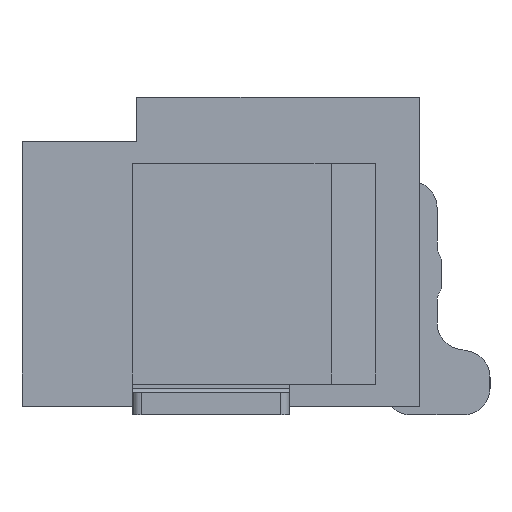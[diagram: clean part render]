
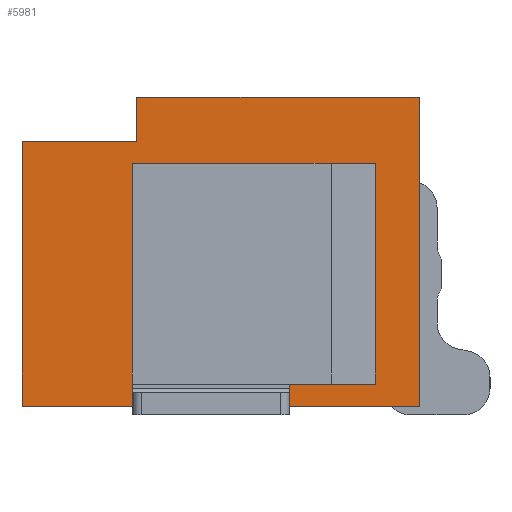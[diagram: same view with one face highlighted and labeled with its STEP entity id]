
A CAD part, left-side view. The second image highlights one B-rep face of the part: STEP entity #5981.
In plain terms, the highlighted planar face has unit normal (-1, 0, 0).
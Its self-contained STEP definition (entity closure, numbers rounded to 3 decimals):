
#73=DIRECTION('',(0.,0.,1.));
#74=VECTOR('',#73,3.5);
#75=CARTESIAN_POINT('',(-4.,0.,-1.75));
#76=LINE('',#75,#74);
#125=DIRECTION('',(0.,1.,0.));
#126=VECTOR('',#125,3.2);
#127=CARTESIAN_POINT('',(-4.,0.,1.75));
#128=LINE('',#127,#126);
#1245=DIRECTION('',(0.,0.,1.));
#1246=VECTOR('',#1245,3.);
#1247=CARTESIAN_POINT('',(-4.,4.5,-1.75));
#1248=LINE('',#1247,#1246);
#1377=DIRECTION('',(0.,-1.,0.));
#1378=VECTOR('',#1377,1.3);
#1379=CARTESIAN_POINT('',(-4.,4.5,1.25));
#1380=LINE('',#1379,#1378);
#1381=DIRECTION('',(0.,0.,-1.));
#1382=VECTOR('',#1381,0.5);
#1383=CARTESIAN_POINT('',(-4.,3.2,1.75));
#1384=LINE('',#1383,#1382);
#1385=DIRECTION('',(0.,1.,0.));
#1386=VECTOR('',#1385,4.5);
#1387=CARTESIAN_POINT('',(-4.,0.,-1.75));
#1388=LINE('',#1387,#1386);
#1389=DIRECTION('',(0.,1.,0.));
#1390=VECTOR('',#1389,0.95);
#1391=CARTESIAN_POINT('',(-4.,0.5,1.));
#1392=LINE('',#1391,#1390);
#1393=DIRECTION('',(0.,-1.,0.));
#1394=VECTOR('',#1393,0.95);
#1395=CARTESIAN_POINT('',(-4.,1.45,-1.5));
#1396=LINE('',#1395,#1394);
#1397=DIRECTION('',(0.,0.,1.));
#1398=VECTOR('',#1397,2.5);
#1399=CARTESIAN_POINT('',(-4.,0.5,-1.5));
#1400=LINE('',#1399,#1398);
#1401=DIRECTION('',(0.,1.,0.));
#1402=VECTOR('',#1401,1.78);
#1403=CARTESIAN_POINT('',(-4.,1.47,0.7));
#1404=LINE('',#1403,#1402);
#1405=DIRECTION('',(0.,0.,1.));
#1406=VECTOR('',#1405,2.25);
#1407=CARTESIAN_POINT('',(-4.,3.25,-1.55));
#1408=LINE('',#1407,#1406);
#1409=DIRECTION('',(0.,1.,0.));
#1410=VECTOR('',#1409,1.78);
#1411=CARTESIAN_POINT('',(-4.,1.47,-1.55));
#1412=LINE('',#1411,#1410);
#1413=DIRECTION('',(0.,0.,1.));
#1414=VECTOR('',#1413,2.25);
#1415=CARTESIAN_POINT('',(-4.,1.47,-1.55));
#1416=LINE('',#1415,#1414);
#1957=DIRECTION('',(0.,0.,-1.));
#1958=VECTOR('',#1957,2.5);
#1959=CARTESIAN_POINT('',(-4.,1.45,1.));
#1960=LINE('',#1959,#1958);
#3371=CARTESIAN_POINT('',(-4.,0.,-1.75));
#3372=CARTESIAN_POINT('',(-4.,0.,1.75));
#3373=VERTEX_POINT('',#3371);
#3374=VERTEX_POINT('',#3372);
#3382=CARTESIAN_POINT('',(-4.,4.5,-1.75));
#3384=VERTEX_POINT('',#3382);
#3417=CARTESIAN_POINT('',(-4.,4.5,1.25));
#3418=CARTESIAN_POINT('',(-4.,3.2,1.25));
#3419=VERTEX_POINT('',#3417);
#3420=VERTEX_POINT('',#3418);
#3421=CARTESIAN_POINT('',(-4.,3.2,1.75));
#3422=VERTEX_POINT('',#3421);
#3651=CARTESIAN_POINT('',(-4.,0.5,-1.5));
#3652=CARTESIAN_POINT('',(-4.,0.5,1.));
#3653=VERTEX_POINT('',#3651);
#3654=VERTEX_POINT('',#3652);
#3665=CARTESIAN_POINT('',(-4.,1.45,1.));
#3666=CARTESIAN_POINT('',(-4.,1.45,-1.5));
#3667=VERTEX_POINT('',#3665);
#3668=VERTEX_POINT('',#3666);
#3693=CARTESIAN_POINT('',(-4.,1.47,0.7));
#3694=CARTESIAN_POINT('',(-4.,3.25,0.7));
#3695=VERTEX_POINT('',#3693);
#3696=VERTEX_POINT('',#3694);
#3697=CARTESIAN_POINT('',(-4.,1.47,-1.55));
#3698=CARTESIAN_POINT('',(-4.,3.25,-1.55));
#3699=VERTEX_POINT('',#3697);
#3700=VERTEX_POINT('',#3698);
#5946=CARTESIAN_POINT('',(-4.,0.,-1.75));
#5947=DIRECTION('',(-1.,0.,0.));
#5948=DIRECTION('',(0.,0.,1.));
#5949=AXIS2_PLACEMENT_3D('',#5946,#5947,#5948);
#5950=PLANE('',#5949);
#5952=ORIENTED_EDGE('',*,*,#5951,.T.);
#5953=ORIENTED_EDGE('',*,*,#5935,.F.);
#5954=ORIENTED_EDGE('',*,*,#4548,.F.);
#5955=ORIENTED_EDGE('',*,*,#4482,.F.);
#5957=ORIENTED_EDGE('',*,*,#5956,.T.);
#5958=ORIENTED_EDGE('',*,*,#5805,.T.);
#5959=EDGE_LOOP('',(#5952,#5953,#5954,#5955,#5957,#5958));
#5960=FACE_OUTER_BOUND('',#5959,.F.);
#5962=ORIENTED_EDGE('',*,*,#5961,.T.);
#5964=ORIENTED_EDGE('',*,*,#5963,.T.);
#5966=ORIENTED_EDGE('',*,*,#5965,.T.);
#5968=ORIENTED_EDGE('',*,*,#5967,.T.);
#5969=EDGE_LOOP('',(#5962,#5964,#5966,#5968));
#5970=FACE_BOUND('',#5969,.F.);
#5972=ORIENTED_EDGE('',*,*,#5971,.T.);
#5974=ORIENTED_EDGE('',*,*,#5973,.F.);
#5976=ORIENTED_EDGE('',*,*,#5975,.F.);
#5978=ORIENTED_EDGE('',*,*,#5977,.T.);
#5979=EDGE_LOOP('',(#5972,#5974,#5976,#5978));
#5980=FACE_BOUND('',#5979,.F.);
#4482=EDGE_CURVE('',#3373,#3374,#76,.T.);
#4548=EDGE_CURVE('',#3374,#3422,#128,.T.);
#5805=EDGE_CURVE('',#3384,#3419,#1248,.T.);
#5935=EDGE_CURVE('',#3422,#3420,#1384,.T.);
#5951=EDGE_CURVE('',#3419,#3420,#1380,.T.);
#5956=EDGE_CURVE('',#3373,#3384,#1388,.T.);
#5961=EDGE_CURVE('',#3654,#3667,#1392,.T.);
#5963=EDGE_CURVE('',#3667,#3668,#1960,.T.);
#5965=EDGE_CURVE('',#3668,#3653,#1396,.T.);
#5967=EDGE_CURVE('',#3653,#3654,#1400,.T.);
#5971=EDGE_CURVE('',#3695,#3696,#1404,.T.);
#5973=EDGE_CURVE('',#3700,#3696,#1408,.T.);
#5975=EDGE_CURVE('',#3699,#3700,#1412,.T.);
#5977=EDGE_CURVE('',#3699,#3695,#1416,.T.);
#5981=ADVANCED_FACE('',(#5960,#5970,#5980),#5950,.T.);
